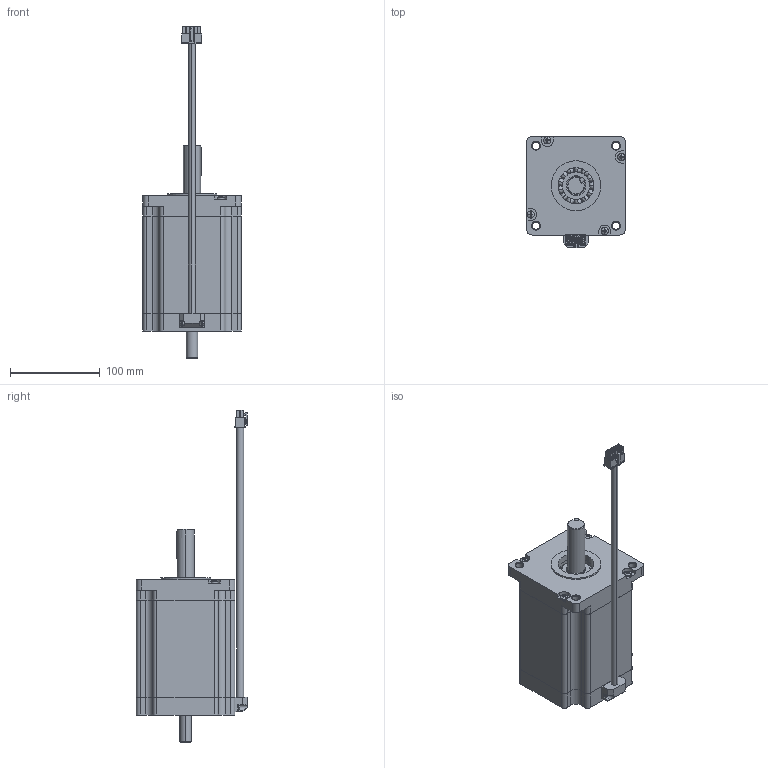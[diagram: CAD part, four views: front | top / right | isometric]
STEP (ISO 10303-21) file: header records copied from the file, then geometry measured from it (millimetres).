
FILE_DESCRIPTION (( 'STEP AP214' ), '1' );
FILE_NAME ('STP-MTRAC-42151D.STEP', '2021-02-01T20:27:02', ( '' ), ( '' ), 'SwSTEP 2.0', 'SolidWorks 2017', '' );
FILE_SCHEMA (( 'AUTOMOTIVE_DESIGN' ));
Length unit declared in the file: inch
Products named in the file (1): STP-MTRAC-42151D
Bounding box: 109.8 x 124.06 x 369.6 mm (x, y, z)
Volume: 834579.8 mm3; surface area: 229786.6 mm2
Topology: 13 solids, 13 shells, 1002 faces, 2890 edges, 1893 vertices
Faces by surface type: plane 603, cylinder 207, bspline 163, cone 25, torus 4
Entity records: 49719 total; most frequent: CARTESIAN_POINT 10982, ORIENTED_EDGE 5780, DIRECTION 4760, EDGE_CURVE 2890, VERTEX_POINT 1893, LINE 1718, VECTOR 1718, AXIS2_PLACEMENT_3D 1521
